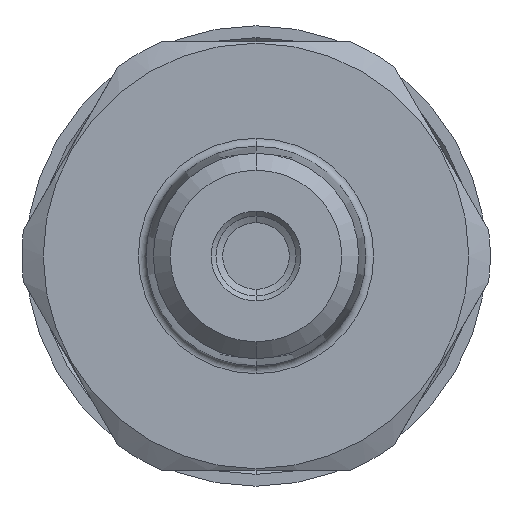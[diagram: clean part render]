
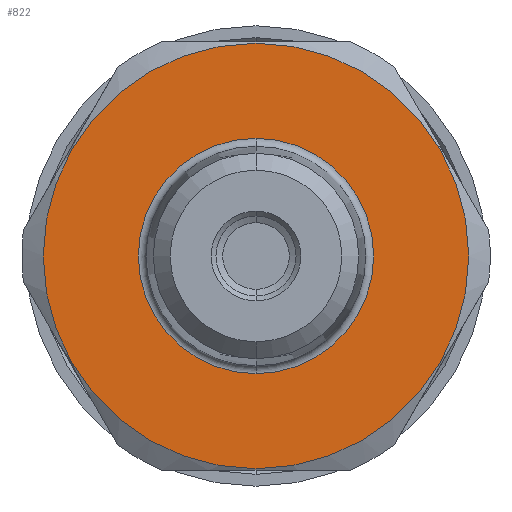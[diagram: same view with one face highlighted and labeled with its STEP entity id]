
A CAD part, front view. The second image highlights one B-rep face of the part: STEP entity #822.
In plain terms, the highlighted planar face has unit normal (0, -1, 0).
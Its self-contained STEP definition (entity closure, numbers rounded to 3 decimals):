
#2 = FACE_OUTER_BOUND ( 'NONE', #2607, .T. ) ;
#86 = ORIENTED_EDGE ( 'NONE', *, *, #1687, .T. ) ;
#209 = CIRCLE ( 'NONE', #2514, 7.41 ) ;
#244 = DIRECTION ( 'NONE',  ( 0., -1., 0. ) ) ;
#253 = VERTEX_POINT ( 'NONE', #3904 ) ;
#265 = DIRECTION ( 'NONE',  ( 0., 0., -1. ) ) ;
#333 = VERTEX_POINT ( 'NONE', #4873 ) ;
#469 = FACE_BOUND ( 'NONE', #3216, .T. ) ;
#822 = ADVANCED_FACE ( 'NONE', ( #469, #2 ), #3213, .T. ) ;
#855 = CIRCLE ( 'NONE', #1375, 13.4 ) ;
#1059 = EDGE_CURVE ( 'NONE', #253, #1300, #3615, .T. ) ;
#1300 = VERTEX_POINT ( 'NONE', #2163 ) ;
#1312 = AXIS2_PLACEMENT_3D ( 'NONE', #5019, #4991, #4984 ) ;
#1375 = AXIS2_PLACEMENT_3D ( 'NONE', #4844, #244, #265 ) ;
#1687 = EDGE_CURVE ( 'NONE', #1300, #253, #209, .T. ) ;
#1713 = CIRCLE ( 'NONE', #1312, 13.4 ) ;
#1929 = EDGE_CURVE ( 'NONE', #333, #2352, #855, .T. ) ;
#1945 = EDGE_CURVE ( 'NONE', #2352, #333, #1713, .T. ) ;
#2163 = CARTESIAN_POINT ( 'NONE',  ( 0., 17., -7.41 ) ) ;
#2297 = CARTESIAN_POINT ( 'NONE',  ( 0., 17., -13.4 ) ) ;
#2352 = VERTEX_POINT ( 'NONE', #2297 ) ;
#2514 = AXIS2_PLACEMENT_3D ( 'NONE', #3380, #3330, #2555 ) ;
#2555 = DIRECTION ( 'NONE',  ( 0., 0., -1. ) ) ;
#2607 = EDGE_LOOP ( 'NONE', ( #4318, #3989 ) ) ;
#2728 = DIRECTION ( 'NONE',  ( 0., 0., -1. ) ) ;
#2747 = DIRECTION ( 'NONE',  ( 0., 1., 0. ) ) ;
#2765 = CARTESIAN_POINT ( 'NONE',  ( 0., 17., 0. ) ) ;
#3213 = PLANE ( 'NONE',  #3328 ) ;
#3216 = EDGE_LOOP ( 'NONE', ( #86, #5002 ) ) ;
#3226 = CARTESIAN_POINT ( 'NONE',  ( 13.4, 17., 0. ) ) ;
#3271 = DIRECTION ( 'NONE',  ( 0., -1., 0. ) ) ;
#3328 = AXIS2_PLACEMENT_3D ( 'NONE', #3226, #3271, #3572 ) ;
#3330 = DIRECTION ( 'NONE',  ( 0., 1., 0. ) ) ;
#3380 = CARTESIAN_POINT ( 'NONE',  ( 0., 17., 0. ) ) ;
#3438 = AXIS2_PLACEMENT_3D ( 'NONE', #2765, #2747, #2728 ) ;
#3572 = DIRECTION ( 'NONE',  ( 0., 0., -1. ) ) ;
#3615 = CIRCLE ( 'NONE', #3438, 7.41 ) ;
#3904 = CARTESIAN_POINT ( 'NONE',  ( 0., 17., 7.41 ) ) ;
#3989 = ORIENTED_EDGE ( 'NONE', *, *, #1945, .T. ) ;
#4318 = ORIENTED_EDGE ( 'NONE', *, *, #1929, .T. ) ;
#4844 = CARTESIAN_POINT ( 'NONE',  ( 0., 17., 0. ) ) ;
#4873 = CARTESIAN_POINT ( 'NONE',  ( 0., 17., 13.4 ) ) ;
#4984 = DIRECTION ( 'NONE',  ( 0., 0., -1. ) ) ;
#4991 = DIRECTION ( 'NONE',  ( 0., -1., 0. ) ) ;
#5002 = ORIENTED_EDGE ( 'NONE', *, *, #1059, .T. ) ;
#5019 = CARTESIAN_POINT ( 'NONE',  ( 0., 17., 0. ) ) ;
